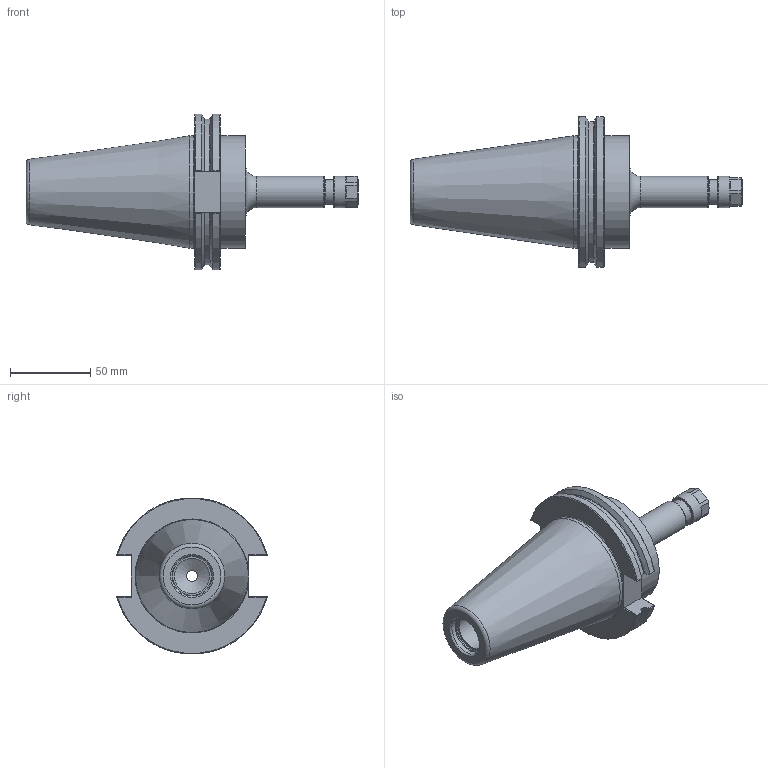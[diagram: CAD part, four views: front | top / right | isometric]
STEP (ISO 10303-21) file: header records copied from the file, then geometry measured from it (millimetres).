
FILE_DESCRIPTION(/* description */ (''),/* implementation_level */ '2;1');
FILE_NAME(/* name */ 'CAT50-SX06-0413.stp',/* time_stamp */ '2019-06-19T10:33:43-05:00',/* author */ ('ldfli'),/* organization */ (''),/* preprocessor_version */ 'ST-DEVELOPER v18',/* originating_system */ 'Autodesk Inventor LT',/* authorisation */ '');
FILE_SCHEMA (('AUTOMOTIVE_DESIGN { 1 0 10303 214 3 1 1 }'));
Length unit declared in the file: millimetre
Products named in the file (1): CAT50-SX06-0413
Bounding box: 206.77 x 93.8 x 97.14 mm (x, y, z)
Volume: 391615.6 mm3; surface area: 55066.7 mm2
Topology: 2 solids, 2 shells, 113 faces, 338 edges, 237 vertices
Faces by surface type: plane 49, cone 24, cylinder 22, torus 17, bspline 1
Full cylindrical faces by diameter (mm): 6.647 x1, 8.2 x1, 8.8 x1, 10 x1, 11 x1, 14.5 x1, 15.5 x1, 15.8 x1, 16.2 x1, 19.5 x2, 21.971 x1, 25 x1, 25.4 x1, 69.85 x1, 70 x1
Entity records: 4017 total; most frequent: CARTESIAN_POINT 899, ORIENTED_EDGE 676, DIRECTION 668, EDGE_CURVE 338, AXIS2_PLACEMENT_3D 281, VERTEX_POINT 237, CIRCLE 168, EDGE_LOOP 125
